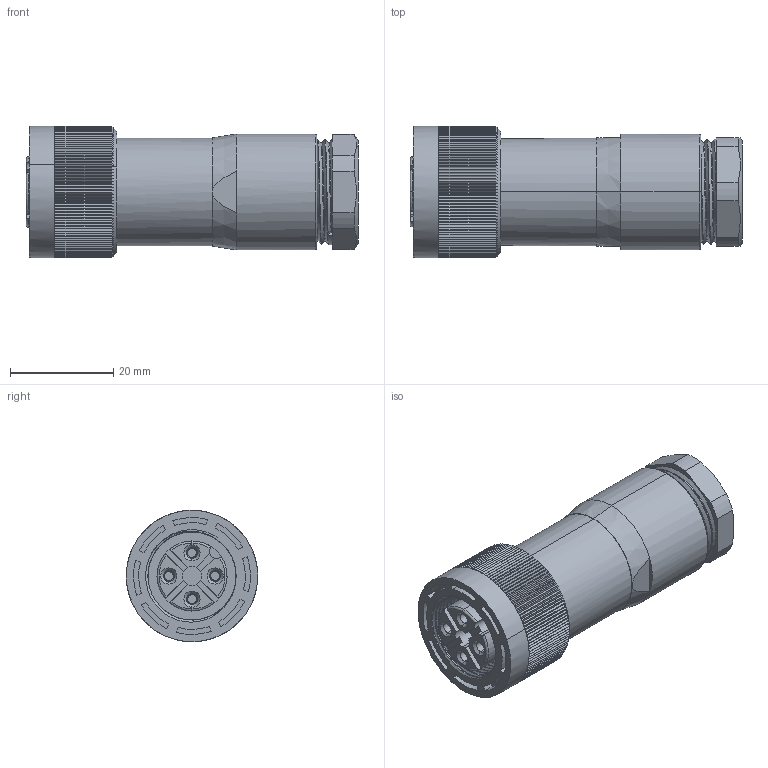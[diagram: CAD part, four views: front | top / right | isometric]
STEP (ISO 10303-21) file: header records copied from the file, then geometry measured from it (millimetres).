
FILE_DESCRIPTION((''),'2;1');
FILE_NAME('CAD-9228','2024-12-10T09:29:32',('creinig-se'),(''),'CREO PARAMETRIC BY PTC INC, 2022284','CREO PARAMETRIC BY PTC INC, 2022284','');
FILE_SCHEMA(('CONFIG_CONTROL_DESIGN','SHAPE_APPEARANCE_LAYERS_GROUPS'));
Length unit declared in the file: millimetre
Products named in the file (1): CAD-9228
Bounding box: 64.4 x 25.5 x 25.5 mm (x, y, z)
Volume: 23543.1 mm3; surface area: 10012.6 mm2
Topology: 1 solids, 2 shells, 759 faces, 2117 edges, 1399 vertices
Faces by surface type: plane 509, cylinder 141, cone 90, torus 12, bspline 7
Entity records: 42300 total; most frequent: CARTESIAN_POINT 15536, ORIENTED_EDGE 4234, DIRECTION 3586, PRESENTATION_STYLE_ASSIGNMENT 2241, STYLED_ITEM 2118, CURVE_STYLE 2117, EDGE_CURVE 2117, VERTEX_POINT 1399
